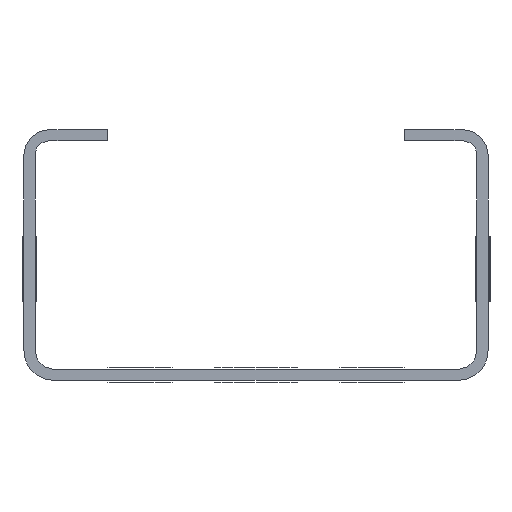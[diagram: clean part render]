
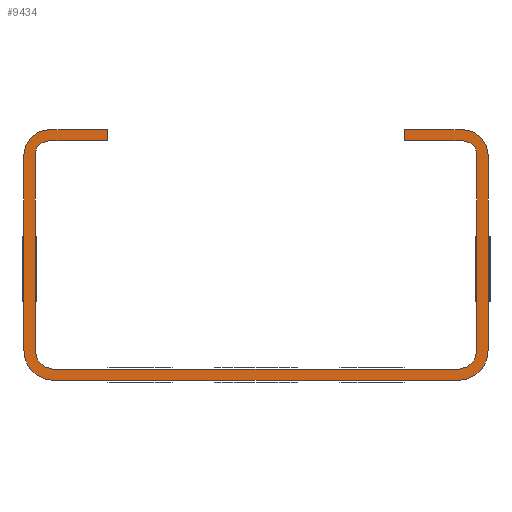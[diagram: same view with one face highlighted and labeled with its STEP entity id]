
A CAD part, left-side view. The second image highlights one B-rep face of the part: STEP entity #9434.
In plain terms, the highlighted planar face has unit normal (-1, 0, 0).
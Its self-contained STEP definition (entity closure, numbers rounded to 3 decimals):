
#1254=FACE_OUTER_BOUND('',#1686,.T.);
#1686=EDGE_LOOP('',(#7424,#7425,#7426,#7427,#7428,#7429,#7430,#7431,#7432,
#7433,#7434,#7435,#7436,#7437,#7438,#7439,#7440,#7441,#7442,#7443));
#2118=CIRCLE('',#9869,1.5);
#2119=CIRCLE('',#9870,2.7);
#2120=CIRCLE('',#9871,3.2);
#2121=CIRCLE('',#9872,3.2);
#2122=CIRCLE('',#9873,2.7);
#2123=CIRCLE('',#9874,1.5);
#2124=CIRCLE('',#9875,2.);
#2125=CIRCLE('',#9876,2.);
#2896=LINE('',#14252,#3644);
#2897=LINE('',#14256,#3645);
#2898=LINE('',#14258,#3646);
#2899=LINE('',#14260,#3647);
#2900=LINE('',#14264,#3648);
#2901=LINE('',#14268,#3649);
#2902=LINE('',#14272,#3650);
#2903=LINE('',#14276,#3651);
#2904=LINE('',#14278,#3652);
#2905=LINE('',#14280,#3653);
#2906=LINE('',#14284,#3654);
#2907=LINE('',#14288,#3655);
#3644=VECTOR('',#11082,1.);
#3645=VECTOR('',#11085,1.);
#3646=VECTOR('',#11086,1.);
#3647=VECTOR('',#11087,1.);
#3648=VECTOR('',#11090,1.);
#3649=VECTOR('',#11093,1.);
#3650=VECTOR('',#11096,1.);
#3651=VECTOR('',#11099,1.);
#3652=VECTOR('',#11100,1.);
#3653=VECTOR('',#11101,1.);
#3654=VECTOR('',#11104,1.);
#3655=VECTOR('',#11107,1.);
#4392=VERTEX_POINT('',#14250);
#4393=VERTEX_POINT('',#14251);
#4394=VERTEX_POINT('',#14253);
#4395=VERTEX_POINT('',#14255);
#4396=VERTEX_POINT('',#14257);
#4397=VERTEX_POINT('',#14259);
#4398=VERTEX_POINT('',#14261);
#4399=VERTEX_POINT('',#14263);
#4400=VERTEX_POINT('',#14265);
#4401=VERTEX_POINT('',#14267);
#4402=VERTEX_POINT('',#14269);
#4403=VERTEX_POINT('',#14271);
#4404=VERTEX_POINT('',#14273);
#4405=VERTEX_POINT('',#14275);
#4406=VERTEX_POINT('',#14277);
#4407=VERTEX_POINT('',#14279);
#4408=VERTEX_POINT('',#14281);
#4409=VERTEX_POINT('',#14283);
#4410=VERTEX_POINT('',#14285);
#4411=VERTEX_POINT('',#14287);
#5898=EDGE_CURVE('',#4392,#4393,#2896,.T.);
#5899=EDGE_CURVE('',#4394,#4393,#2118,.T.);
#5900=EDGE_CURVE('',#4394,#4395,#2897,.T.);
#5901=EDGE_CURVE('',#4396,#4395,#2898,.F.);
#5902=EDGE_CURVE('',#4397,#4396,#2899,.T.);
#5903=EDGE_CURVE('',#4397,#4398,#2119,.T.);
#5904=EDGE_CURVE('',#4398,#4399,#2900,.T.);
#5905=EDGE_CURVE('',#4399,#4400,#2120,.T.);
#5906=EDGE_CURVE('',#4401,#4400,#2901,.T.);
#5907=EDGE_CURVE('',#4401,#4402,#2121,.T.);
#5908=EDGE_CURVE('',#4402,#4403,#2902,.T.);
#5909=EDGE_CURVE('',#4403,#4404,#2122,.T.);
#5910=EDGE_CURVE('',#4404,#4405,#2903,.T.);
#5911=EDGE_CURVE('',#4405,#4406,#2904,.F.);
#5912=EDGE_CURVE('',#4407,#4406,#2905,.T.);
#5913=EDGE_CURVE('',#4408,#4407,#2123,.T.);
#5914=EDGE_CURVE('',#4408,#4409,#2906,.T.);
#5915=EDGE_CURVE('',#4410,#4409,#2124,.T.);
#5916=EDGE_CURVE('',#4410,#4411,#2907,.T.);
#5917=EDGE_CURVE('',#4392,#4411,#2125,.T.);
#7424=ORIENTED_EDGE('',*,*,#5898,.T.);
#7425=ORIENTED_EDGE('',*,*,#5899,.F.);
#7426=ORIENTED_EDGE('',*,*,#5900,.T.);
#7427=ORIENTED_EDGE('',*,*,#5901,.F.);
#7428=ORIENTED_EDGE('',*,*,#5902,.F.);
#7429=ORIENTED_EDGE('',*,*,#5903,.T.);
#7430=ORIENTED_EDGE('',*,*,#5904,.T.);
#7431=ORIENTED_EDGE('',*,*,#5905,.T.);
#7432=ORIENTED_EDGE('',*,*,#5906,.F.);
#7433=ORIENTED_EDGE('',*,*,#5907,.T.);
#7434=ORIENTED_EDGE('',*,*,#5908,.T.);
#7435=ORIENTED_EDGE('',*,*,#5909,.T.);
#7436=ORIENTED_EDGE('',*,*,#5910,.T.);
#7437=ORIENTED_EDGE('',*,*,#5911,.T.);
#7438=ORIENTED_EDGE('',*,*,#5912,.F.);
#7439=ORIENTED_EDGE('',*,*,#5913,.F.);
#7440=ORIENTED_EDGE('',*,*,#5914,.T.);
#7441=ORIENTED_EDGE('',*,*,#5915,.F.);
#7442=ORIENTED_EDGE('',*,*,#5916,.T.);
#7443=ORIENTED_EDGE('',*,*,#5917,.F.);
#9010=PLANE('',#9868);
#9434=ADVANCED_FACE('',(#1254),#9010,.F.);
#9868=AXIS2_PLACEMENT_3D('',#14249,#11080,#11081);
#9869=AXIS2_PLACEMENT_3D('',#14254,#11083,#11084);
#9870=AXIS2_PLACEMENT_3D('',#14262,#11088,#11089);
#9871=AXIS2_PLACEMENT_3D('',#14266,#11091,#11092);
#9872=AXIS2_PLACEMENT_3D('',#14270,#11094,#11095);
#9873=AXIS2_PLACEMENT_3D('',#14274,#11097,#11098);
#9874=AXIS2_PLACEMENT_3D('',#14282,#11102,#11103);
#9875=AXIS2_PLACEMENT_3D('',#14286,#11105,#11106);
#9876=AXIS2_PLACEMENT_3D('',#14289,#11108,#11109);
#11080=DIRECTION('center_axis',(1.,0.,0.));
#11081=DIRECTION('ref_axis',(0.,0.,-1.));
#11082=DIRECTION('',(0.,0.,1.));
#11083=DIRECTION('center_axis',(-1.,0.,0.));
#11084=DIRECTION('ref_axis',(0.,1.,0.));
#11085=DIRECTION('',(0.,-1.,0.));
#11086=DIRECTION('',(0.,0.,1.));
#11087=DIRECTION('',(0.,-1.,0.));
#11088=DIRECTION('center_axis',(-1.,0.,0.));
#11089=DIRECTION('ref_axis',(0.,1.,0.));
#11090=DIRECTION('',(0.,0.,-1.));
#11091=DIRECTION('center_axis',(-1.,0.,0.));
#11092=DIRECTION('ref_axis',(0.,0.,-1.));
#11093=DIRECTION('',(0.,1.,0.));
#11094=DIRECTION('center_axis',(-1.,0.,0.));
#11095=DIRECTION('ref_axis',(0.,-1.,0.));
#11096=DIRECTION('',(0.,0.,1.));
#11097=DIRECTION('center_axis',(-1.,0.,0.));
#11098=DIRECTION('ref_axis',(0.,0.,1.));
#11099=DIRECTION('',(0.,1.,0.));
#11100=DIRECTION('',(0.,0.,1.));
#11101=DIRECTION('',(0.,1.,0.));
#11102=DIRECTION('center_axis',(-1.,0.,0.));
#11103=DIRECTION('ref_axis',(0.,0.,1.));
#11104=DIRECTION('',(0.,0.,-1.));
#11105=DIRECTION('center_axis',(-1.,0.,0.));
#11106=DIRECTION('ref_axis',(0.,-1.,0.));
#11107=DIRECTION('',(0.,1.,0.));
#11108=DIRECTION('center_axis',(-1.,0.,0.));
#11109=DIRECTION('ref_axis',(0.,0.,-1.));
#14249=CARTESIAN_POINT('Origin',(149.188,76.077,-1.645));
#14250=CARTESIAN_POINT('',(149.188,124.277,-10.3));
#14251=CARTESIAN_POINT('',(149.188,124.277,10.8));
#14252=CARTESIAN_POINT('',(149.188,124.277,-5.094));
#14253=CARTESIAN_POINT('',(149.188,122.777,12.3));
#14254=CARTESIAN_POINT('Origin',(149.188,122.777,10.8));
#14255=CARTESIAN_POINT('',(149.188,116.477,12.3));
#14256=CARTESIAN_POINT('',(149.188,119.627,12.3));
#14257=CARTESIAN_POINT('',(149.188,116.477,13.5));
#14258=CARTESIAN_POINT('',(149.188,116.477,12.9));
#14259=CARTESIAN_POINT('',(149.188,122.777,13.5));
#14260=CARTESIAN_POINT('',(149.188,119.627,13.5));
#14261=CARTESIAN_POINT('',(149.188,125.477,10.8));
#14262=CARTESIAN_POINT('Origin',(149.188,122.777,10.8));
#14263=CARTESIAN_POINT('',(149.188,125.477,-10.3));
#14264=CARTESIAN_POINT('',(149.188,125.477,8.026));
#14265=CARTESIAN_POINT('',(149.188,122.277,-13.5));
#14266=CARTESIAN_POINT('Origin',(149.188,122.277,-10.3));
#14267=CARTESIAN_POINT('',(149.188,78.677,-13.5));
#14268=CARTESIAN_POINT('',(149.188,100.477,-13.5));
#14269=CARTESIAN_POINT('',(149.188,75.477,-10.3));
#14270=CARTESIAN_POINT('Origin',(149.188,78.677,-10.3));
#14271=CARTESIAN_POINT('',(149.188,75.477,10.8));
#14272=CARTESIAN_POINT('',(149.188,75.477,-8.543));
#14273=CARTESIAN_POINT('',(149.188,78.177,13.5));
#14274=CARTESIAN_POINT('Origin',(149.188,78.177,10.8));
#14275=CARTESIAN_POINT('',(149.188,84.477,13.5));
#14276=CARTESIAN_POINT('',(149.188,81.327,13.5));
#14277=CARTESIAN_POINT('',(149.188,84.477,12.3));
#14278=CARTESIAN_POINT('',(149.188,84.477,12.9));
#14279=CARTESIAN_POINT('',(149.188,78.177,12.3));
#14280=CARTESIAN_POINT('',(149.188,81.327,12.3));
#14281=CARTESIAN_POINT('',(149.188,76.677,10.8));
#14282=CARTESIAN_POINT('Origin',(149.188,78.177,10.8));
#14283=CARTESIAN_POINT('',(149.188,76.677,-10.3));
#14284=CARTESIAN_POINT('',(149.188,76.677,-9.421));
#14285=CARTESIAN_POINT('',(149.188,78.677,-12.3));
#14286=CARTESIAN_POINT('Origin',(149.188,78.677,-10.3));
#14287=CARTESIAN_POINT('',(149.188,122.277,-12.3));
#14288=CARTESIAN_POINT('',(149.188,100.477,-12.3));
#14289=CARTESIAN_POINT('Origin',(149.188,122.277,-10.3));
